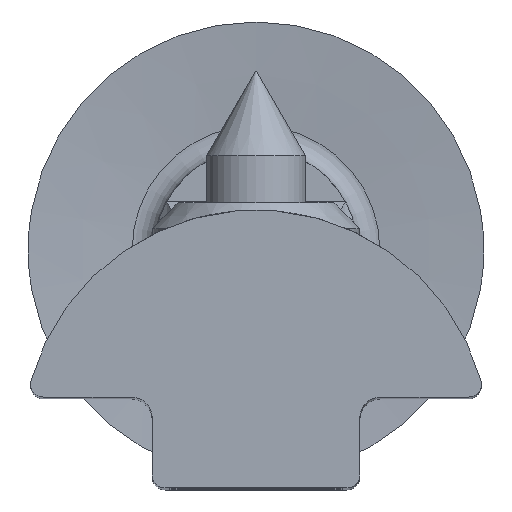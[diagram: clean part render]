
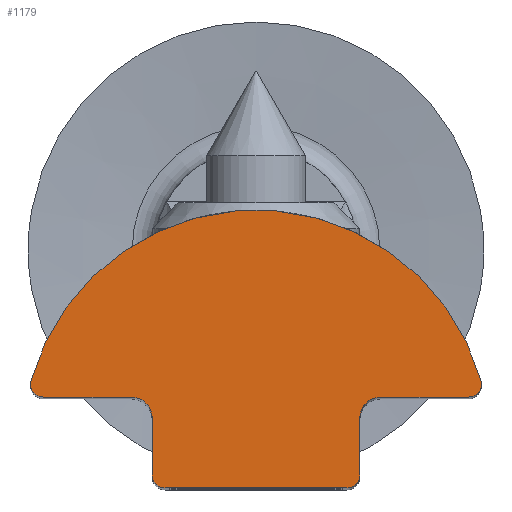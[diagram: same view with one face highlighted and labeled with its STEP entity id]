
A CAD part, top view. The second image highlights one B-rep face of the part: STEP entity #1179.
In plain terms, the highlighted planar face has unit normal (0, 0, 1).
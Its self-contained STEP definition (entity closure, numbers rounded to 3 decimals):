
#96=PLANE('',#1285);
#153=LINE('',#1910,#231);
#160=LINE('',#1929,#238);
#166=LINE('',#1948,#244);
#173=LINE('',#1972,#251);
#175=LINE('',#1976,#253);
#231=VECTOR('',#1438,3.383);
#238=VECTOR('',#1453,2.2);
#244=VECTOR('',#1471,7.);
#251=VECTOR('',#1502,3.383);
#253=VECTOR('',#1508,2.2);
#335=CIRCLE('',#1259,0.8);
#337=CIRCLE('',#1263,0.8);
#339=CIRCLE('',#1267,0.5);
#341=CIRCLE('',#1272,0.5);
#343=CIRCLE('',#1275,9.);
#345=CIRCLE('',#1279,0.5);
#346=CIRCLE('',#1281,0.5);
#404=FACE_OUTER_BOUND('',#489,.T.);
#489=EDGE_LOOP('',(#932,#933,#934,#935,#936,#937,#938,#939,#940,#941,#942,
#943));
#587=VERTEX_POINT('',#1902);
#588=VERTEX_POINT('',#1904);
#589=VERTEX_POINT('',#1908);
#592=VERTEX_POINT('',#1915);
#593=VERTEX_POINT('',#1917);
#597=VERTEX_POINT('',#1927);
#600=VERTEX_POINT('',#1934);
#601=VERTEX_POINT('',#1936);
#604=VERTEX_POINT('',#1947);
#605=VERTEX_POINT('',#1951);
#607=VERTEX_POINT('',#1957);
#609=VERTEX_POINT('',#1968);
#699=EDGE_CURVE('',#587,#588,#335,.T.);
#702=EDGE_CURVE('',#589,#587,#153,.T.);
#705=EDGE_CURVE('',#592,#593,#337,.T.);
#711=EDGE_CURVE('',#597,#592,#160,.T.);
#714=EDGE_CURVE('',#600,#601,#339,.T.);
#720=EDGE_CURVE('',#601,#604,#166,.T.);
#722=EDGE_CURVE('',#605,#589,#341,.T.);
#726=EDGE_CURVE('',#607,#605,#343,.T.);
#730=EDGE_CURVE('',#604,#597,#345,.T.);
#731=EDGE_CURVE('',#609,#607,#346,.T.);
#733=EDGE_CURVE('',#593,#609,#173,.T.);
#735=EDGE_CURVE('',#588,#600,#175,.T.);
#932=ORIENTED_EDGE('',*,*,#714,.F.);
#933=ORIENTED_EDGE('',*,*,#735,.F.);
#934=ORIENTED_EDGE('',*,*,#699,.F.);
#935=ORIENTED_EDGE('',*,*,#702,.F.);
#936=ORIENTED_EDGE('',*,*,#722,.F.);
#937=ORIENTED_EDGE('',*,*,#726,.F.);
#938=ORIENTED_EDGE('',*,*,#731,.F.);
#939=ORIENTED_EDGE('',*,*,#733,.F.);
#940=ORIENTED_EDGE('',*,*,#705,.F.);
#941=ORIENTED_EDGE('',*,*,#711,.F.);
#942=ORIENTED_EDGE('',*,*,#730,.F.);
#943=ORIENTED_EDGE('',*,*,#720,.F.);
#1179=ADVANCED_FACE('',(#404),#96,.T.);
#1259=AXIS2_PLACEMENT_3D('',#1905,#1432,#1433);
#1263=AXIS2_PLACEMENT_3D('',#1918,#1444,#1445);
#1267=AXIS2_PLACEMENT_3D('',#1937,#1459,#1460);
#1272=AXIS2_PLACEMENT_3D('',#1952,#1475,#1476);
#1275=AXIS2_PLACEMENT_3D('',#1959,#1483,#1484);
#1279=AXIS2_PLACEMENT_3D('',#1966,#1493,#1494);
#1281=AXIS2_PLACEMENT_3D('',#1969,#1497,#1498);
#1285=AXIS2_PLACEMENT_3D('',#1977,#1509,#1510);
#1432=DIRECTION('center_axis',(0.,0.,
1.));
#1433=DIRECTION('ref_axis',(-0.707,0.707,0.));
#1438=DIRECTION('',(-1.,0.,0.));
#1444=DIRECTION('center_axis',(0.,0.,
1.));
#1445=DIRECTION('ref_axis',(0.707,0.707,0.));
#1453=DIRECTION('',(0.,1.,0.));
#1459=DIRECTION('center_axis',(0.,0.,
-1.));
#1460=DIRECTION('ref_axis',(0.707,-0.707,0.));
#1471=DIRECTION('',(-1.,0.,0.));
#1475=DIRECTION('center_axis',(0.,0.,
-1.));
#1476=DIRECTION('ref_axis',(0.797,-0.604,0.));
#1483=DIRECTION('center_axis',(0.,0.,-1.));
#1484=DIRECTION('ref_axis',(0.98,0.2,0.));
#1493=DIRECTION('center_axis',(0.,0.,
-1.));
#1494=DIRECTION('ref_axis',(-0.707,-0.707,0.));
#1497=DIRECTION('center_axis',(0.,0.,
-1.));
#1498=DIRECTION('ref_axis',(-0.797,-0.604,0.));
#1502=DIRECTION('',(-1.,0.,0.));
#1508=DIRECTION('',(0.,-1.,0.));
#1509=DIRECTION('center_axis',(0.,0.,
1.));
#1510=DIRECTION('ref_axis',(1.,0.,0.));
#1902=CARTESIAN_POINT('',(4.8,-1.85,22.75));
#1904=CARTESIAN_POINT('',(4.,-2.65,22.75));
#1905=CARTESIAN_POINT('Origin',(4.8,-2.65,22.75));
#1908=CARTESIAN_POINT('',(8.183,-1.85,22.75));
#1910=CARTESIAN_POINT('',(4.,-1.85,22.75));
#1915=CARTESIAN_POINT('',(-4.,-2.65,22.75));
#1917=CARTESIAN_POINT('',(-4.8,-1.85,22.75));
#1918=CARTESIAN_POINT('Origin',(-4.8,-2.65,22.75));
#1927=CARTESIAN_POINT('',(-4.,-4.85,22.75));
#1929=CARTESIAN_POINT('',(-4.,-1.85,22.75));
#1934=CARTESIAN_POINT('',(4.,-4.85,22.75));
#1936=CARTESIAN_POINT('',(3.5,-5.35,22.75));
#1937=CARTESIAN_POINT('Origin',(3.5,-4.85,22.75));
#1947=CARTESIAN_POINT('',(-3.5,-5.35,22.75));
#1948=CARTESIAN_POINT('',(-4.,-5.35,22.75));
#1951=CARTESIAN_POINT('',(8.664,-1.215,22.75));
#1952=CARTESIAN_POINT('Origin',(8.183,-1.35,22.75));
#1957=CARTESIAN_POINT('',(-8.664,-1.215,22.75));
#1959=CARTESIAN_POINT('Origin',(0.,-3.65,
22.75));
#1966=CARTESIAN_POINT('Origin',(-3.5,-4.85,22.75));
#1968=CARTESIAN_POINT('',(-8.183,-1.85,22.75));
#1969=CARTESIAN_POINT('Origin',(-8.183,-1.35,22.75));
#1972=CARTESIAN_POINT('',(-8.818,-1.85,22.75));
#1976=CARTESIAN_POINT('',(4.,-5.35,22.75));
#1977=CARTESIAN_POINT('Origin',(0.,-0.576,
22.75));
